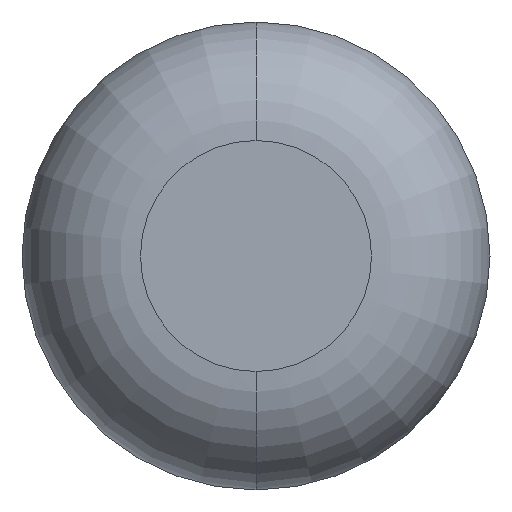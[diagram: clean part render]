
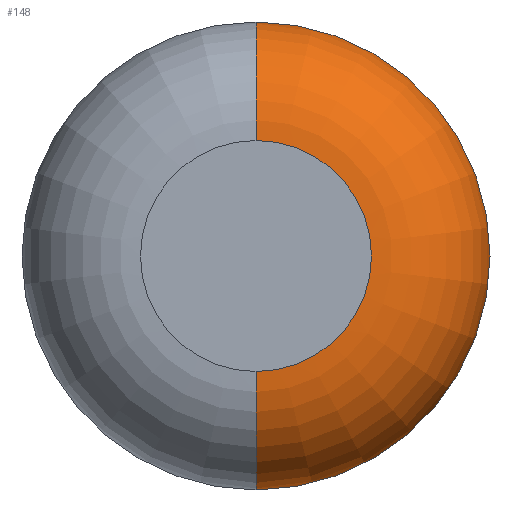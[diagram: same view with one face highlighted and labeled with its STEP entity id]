
A CAD part, front view. The second image highlights one B-rep face of the part: STEP entity #148.
In plain terms, the highlighted toroidal (fillet/blend) face has major radius 4.699 mm and minor radius 4.826 mm.
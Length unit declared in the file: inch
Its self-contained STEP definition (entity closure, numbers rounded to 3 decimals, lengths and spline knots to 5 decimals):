
#30 = DIRECTION ( 'NONE',  ( 0., -1., 0. ) ) ;
#37 = CARTESIAN_POINT ( 'NONE',  ( 0., 0.19, 0. ) ) ;
#46 = AXIS2_PLACEMENT_3D ( 'NONE', #200, #395, #164 ) ;
#82 = CARTESIAN_POINT ( 'NONE',  ( 0., 0., 0. ) ) ;
#85 = VERTEX_POINT ( 'NONE', #391 ) ;
#107 = DIRECTION ( 'NONE',  ( 1., 0., 0. ) ) ;
#120 = ORIENTED_EDGE ( 'NONE', *, *, #526, .T. ) ;
#130 = EDGE_LOOP ( 'NONE', ( #213, #120, #422, #447 ) ) ;
#138 = CIRCLE ( 'NONE', #443, 0.375 ) ;
#140 = AXIS2_PLACEMENT_3D ( 'NONE', #82, #182, #512 ) ;
#143 = EDGE_CURVE ( 'NONE', #314, #416, #138, .T. ) ;
#147 = CARTESIAN_POINT ( 'NONE',  ( 0., 0.19, 0.185 ) ) ;
#148 = ADVANCED_FACE ( 'NONE', ( #488 ), #513, .T. ) ;
#152 = DIRECTION ( 'NONE',  ( 0., 0., 1. ) ) ;
#164 = DIRECTION ( 'NONE',  ( 0., 0., -1. ) ) ;
#182 = DIRECTION ( 'NONE',  ( 0., -1., 0. ) ) ;
#188 = CARTESIAN_POINT ( 'NONE',  ( 0., 0.19, 0.375 ) ) ;
#189 = CARTESIAN_POINT ( 'NONE',  ( 0., 0.19, -0.185 ) ) ;
#200 = CARTESIAN_POINT ( 'NONE',  ( 0., 0.19, 0. ) ) ;
#213 = ORIENTED_EDGE ( 'NONE', *, *, #143, .T. ) ;
#222 = AXIS2_PLACEMENT_3D ( 'NONE', #189, #397, #152 ) ;
#225 = CIRCLE ( 'NONE', #140, 0.185 ) ;
#229 = CARTESIAN_POINT ( 'NONE',  ( 0., 0., -0.185 ) ) ;
#298 = CIRCLE ( 'NONE', #222, 0.19 ) ;
#304 = AXIS2_PLACEMENT_3D ( 'NONE', #147, #107, #352 ) ;
#314 = VERTEX_POINT ( 'NONE', #452 ) ;
#317 = VERTEX_POINT ( 'NONE', #229 ) ;
#352 = DIRECTION ( 'NONE',  ( 0., 0., -1. ) ) ;
#391 = CARTESIAN_POINT ( 'NONE',  ( 0., 0., 0.185 ) ) ;
#395 = DIRECTION ( 'NONE',  ( 0., -1., 0. ) ) ;
#397 = DIRECTION ( 'NONE',  ( -1., 0., 0. ) ) ;
#416 = VERTEX_POINT ( 'NONE', #188 ) ;
#422 = ORIENTED_EDGE ( 'NONE', *, *, #430, .F. ) ;
#430 = EDGE_CURVE ( 'NONE', #317, #85, #225, .T. ) ;
#443 = AXIS2_PLACEMENT_3D ( 'NONE', #37, #30, #530 ) ;
#447 = ORIENTED_EDGE ( 'NONE', *, *, #508, .F. ) ;
#452 = CARTESIAN_POINT ( 'NONE',  ( 0., 0.19, -0.375 ) ) ;
#488 = FACE_OUTER_BOUND ( 'NONE', #130, .T. ) ;
#504 = CIRCLE ( 'NONE', #304, 0.19 ) ;
#508 = EDGE_CURVE ( 'NONE', #314, #317, #298, .T. ) ;
#512 = DIRECTION ( 'NONE',  ( 0., 0., -1. ) ) ;
#513 = TOROIDAL_SURFACE ( 'NONE', #46, 0.185, 0.19 ) ;
#526 = EDGE_CURVE ( 'NONE', #416, #85, #504, .T. ) ;
#530 = DIRECTION ( 'NONE',  ( 0., 0., -1. ) ) ;
